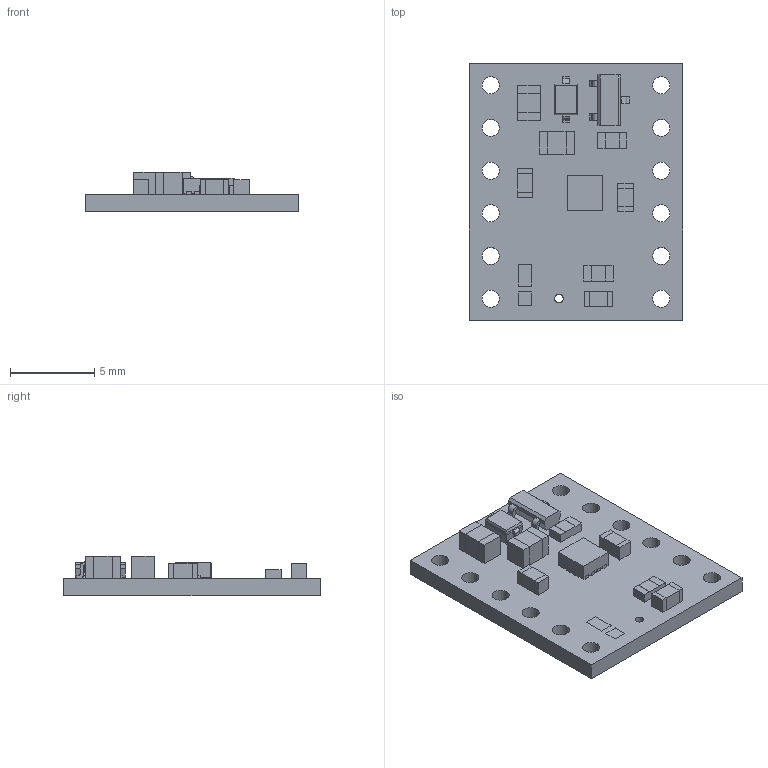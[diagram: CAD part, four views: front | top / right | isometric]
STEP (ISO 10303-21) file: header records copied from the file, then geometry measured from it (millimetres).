
FILE_DESCRIPTION (( 'STEP AP214' ), '1' );
FILE_NAME ('mp6550-single-brushed-dc-motor-driver-carrier.step', '2022-11-29T20:17:48', ( '' ), ( '' ), 'SwSTEP 2.0', 'SolidWorks 2022', '' );
FILE_SCHEMA (( 'AUTOMOTIVE_DESIGN' ));
Length unit declared in the file: millimetre
Products named in the file (1): mp6550-single-brushed-dc-motor-driver-carrier
Bounding box: 12.7 x 15.24 x 2.37 mm (x, y, z)
Volume: 210.3 mm3; surface area: 549.2 mm2
Topology: 1 solids, 1 shells, 694 faces, 1895 edges, 1242 vertices
Faces by surface type: plane 463, bspline 161, cylinder 70
Entity records: 35203 total; most frequent: CARTESIAN_POINT 10915, ORIENTED_EDGE 3790, DIRECTION 2751, EDGE_CURVE 1895, LINE 1403, VECTOR 1403, VERTEX_POINT 1242, EDGE_LOOP 789
